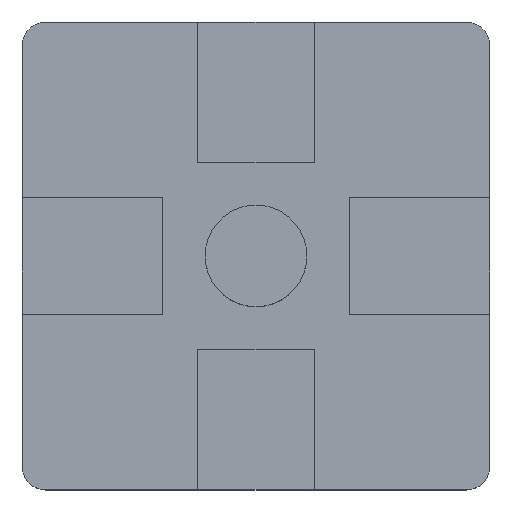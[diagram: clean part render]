
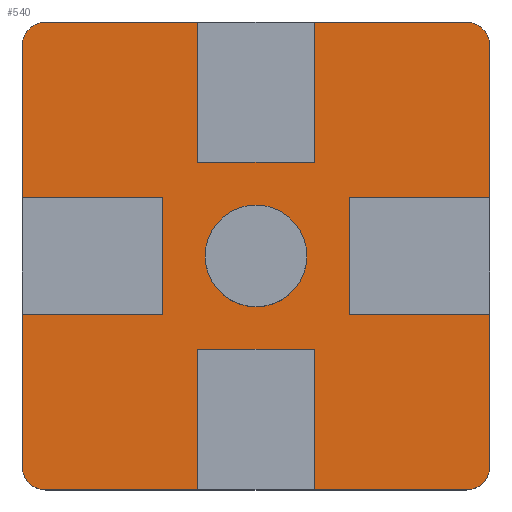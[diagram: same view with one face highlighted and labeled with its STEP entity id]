
A CAD part, top view. The second image highlights one B-rep face of the part: STEP entity #540.
In plain terms, the highlighted planar face has unit normal (0, 0, 1).
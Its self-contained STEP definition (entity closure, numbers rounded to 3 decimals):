
#20=FACE_BOUND('',#65,.T.);
#21=CIRCLE('',#584,1.);
#22=CIRCLE('',#585,1.);
#23=CIRCLE('',#586,1.);
#24=CIRCLE('',#587,1.);
#25=CIRCLE('',#588,2.175);
#35=FACE_OUTER_BOUND('',#64,.T.);
#64=EDGE_LOOP('',(#372,#373,#374,#375,#376,#377,#378,#379,#380,#381,#382,
#383,#384,#385,#386,#387,#388,#389,#390,#391,#392,#393,#394,#395));
#65=EDGE_LOOP('',(#396));
#90=LINE('',#770,#158);
#94=LINE('',#778,#162);
#97=LINE('',#784,#165);
#101=LINE('',#792,#169);
#102=LINE('',#796,#170);
#103=LINE('',#798,#171);
#104=LINE('',#800,#172);
#105=LINE('',#802,#173);
#106=LINE('',#804,#174);
#107=LINE('',#808,#175);
#108=LINE('',#810,#176);
#109=LINE('',#812,#177);
#110=LINE('',#814,#178);
#111=LINE('',#816,#179);
#112=LINE('',#820,#180);
#113=LINE('',#822,#181);
#114=LINE('',#824,#182);
#115=LINE('',#826,#183);
#116=LINE('',#828,#184);
#117=LINE('',#831,#185);
#158=VECTOR('',#622,10.);
#162=VECTOR('',#628,10.);
#165=VECTOR('',#633,10.);
#169=VECTOR('',#641,10.);
#170=VECTOR('',#644,10.);
#171=VECTOR('',#645,10.);
#172=VECTOR('',#646,10.);
#173=VECTOR('',#647,10.);
#174=VECTOR('',#648,10.);
#175=VECTOR('',#651,10.);
#176=VECTOR('',#652,10.);
#177=VECTOR('',#653,10.);
#178=VECTOR('',#654,10.);
#179=VECTOR('',#655,10.);
#180=VECTOR('',#658,10.);
#181=VECTOR('',#659,10.);
#182=VECTOR('',#660,10.);
#183=VECTOR('',#661,10.);
#184=VECTOR('',#662,10.);
#185=VECTOR('',#665,10.);
#226=VERTEX_POINT('',#768);
#227=VERTEX_POINT('',#769);
#230=VERTEX_POINT('',#777);
#232=VERTEX_POINT('',#783);
#234=VERTEX_POINT('',#791);
#235=VERTEX_POINT('',#793);
#236=VERTEX_POINT('',#795);
#237=VERTEX_POINT('',#797);
#238=VERTEX_POINT('',#799);
#239=VERTEX_POINT('',#801);
#240=VERTEX_POINT('',#803);
#241=VERTEX_POINT('',#805);
#242=VERTEX_POINT('',#807);
#243=VERTEX_POINT('',#809);
#244=VERTEX_POINT('',#811);
#245=VERTEX_POINT('',#813);
#246=VERTEX_POINT('',#815);
#247=VERTEX_POINT('',#817);
#248=VERTEX_POINT('',#819);
#249=VERTEX_POINT('',#821);
#250=VERTEX_POINT('',#823);
#251=VERTEX_POINT('',#825);
#252=VERTEX_POINT('',#827);
#253=VERTEX_POINT('',#829);
#254=VERTEX_POINT('',#832);
#278=EDGE_CURVE('',#226,#227,#90,.T.);
#282=EDGE_CURVE('',#227,#230,#94,.T.);
#285=EDGE_CURVE('',#230,#232,#97,.T.);
#289=EDGE_CURVE('',#232,#234,#101,.T.);
#290=EDGE_CURVE('',#235,#234,#21,.T.);
#291=EDGE_CURVE('',#235,#236,#102,.T.);
#292=EDGE_CURVE('',#236,#237,#103,.T.);
#293=EDGE_CURVE('',#237,#238,#104,.T.);
#294=EDGE_CURVE('',#238,#239,#105,.T.);
#295=EDGE_CURVE('',#239,#240,#106,.T.);
#296=EDGE_CURVE('',#241,#240,#22,.T.);
#297=EDGE_CURVE('',#241,#242,#107,.T.);
#298=EDGE_CURVE('',#242,#243,#108,.T.);
#299=EDGE_CURVE('',#243,#244,#109,.T.);
#300=EDGE_CURVE('',#244,#245,#110,.T.);
#301=EDGE_CURVE('',#245,#246,#111,.T.);
#302=EDGE_CURVE('',#247,#246,#23,.T.);
#303=EDGE_CURVE('',#247,#248,#112,.T.);
#304=EDGE_CURVE('',#248,#249,#113,.T.);
#305=EDGE_CURVE('',#249,#250,#114,.T.);
#306=EDGE_CURVE('',#250,#251,#115,.T.);
#307=EDGE_CURVE('',#251,#252,#116,.T.);
#308=EDGE_CURVE('',#253,#252,#24,.T.);
#309=EDGE_CURVE('',#253,#226,#117,.T.);
#310=EDGE_CURVE('',#254,#254,#25,.T.);
#372=ORIENTED_EDGE('',*,*,#278,.T.);
#373=ORIENTED_EDGE('',*,*,#282,.T.);
#374=ORIENTED_EDGE('',*,*,#285,.T.);
#375=ORIENTED_EDGE('',*,*,#289,.T.);
#376=ORIENTED_EDGE('',*,*,#290,.F.);
#377=ORIENTED_EDGE('',*,*,#291,.T.);
#378=ORIENTED_EDGE('',*,*,#292,.T.);
#379=ORIENTED_EDGE('',*,*,#293,.T.);
#380=ORIENTED_EDGE('',*,*,#294,.T.);
#381=ORIENTED_EDGE('',*,*,#295,.T.);
#382=ORIENTED_EDGE('',*,*,#296,.F.);
#383=ORIENTED_EDGE('',*,*,#297,.T.);
#384=ORIENTED_EDGE('',*,*,#298,.T.);
#385=ORIENTED_EDGE('',*,*,#299,.T.);
#386=ORIENTED_EDGE('',*,*,#300,.T.);
#387=ORIENTED_EDGE('',*,*,#301,.T.);
#388=ORIENTED_EDGE('',*,*,#302,.F.);
#389=ORIENTED_EDGE('',*,*,#303,.T.);
#390=ORIENTED_EDGE('',*,*,#304,.T.);
#391=ORIENTED_EDGE('',*,*,#305,.T.);
#392=ORIENTED_EDGE('',*,*,#306,.T.);
#393=ORIENTED_EDGE('',*,*,#307,.T.);
#394=ORIENTED_EDGE('',*,*,#308,.F.);
#395=ORIENTED_EDGE('',*,*,#309,.T.);
#396=ORIENTED_EDGE('',*,*,#310,.T.);
#516=PLANE('',#583);
#540=ADVANCED_FACE('',(#35,#20),#516,.T.);
#583=AXIS2_PLACEMENT_3D('',#790,#639,#640);
#584=AXIS2_PLACEMENT_3D('',#794,#642,#643);
#585=AXIS2_PLACEMENT_3D('',#806,#649,#650);
#586=AXIS2_PLACEMENT_3D('',#818,#656,#657);
#587=AXIS2_PLACEMENT_3D('',#830,#663,#664);
#588=AXIS2_PLACEMENT_3D('',#833,#666,#667);
#622=DIRECTION('',(-1.,0.,0.));
#628=DIRECTION('',(0.,1.,0.));
#633=DIRECTION('',(1.,0.,0.));
#639=DIRECTION('center_axis',(0.,0.,1.));
#640=DIRECTION('ref_axis',(1.,0.,0.));
#641=DIRECTION('',(0.,1.,0.));
#642=DIRECTION('center_axis',(0.,0.,-1.));
#643=DIRECTION('ref_axis',(0.707,0.707,0.));
#644=DIRECTION('',(-1.,0.,0.));
#645=DIRECTION('',(0.,-1.,0.));
#646=DIRECTION('',(-1.,0.,0.));
#647=DIRECTION('',(0.,1.,0.));
#648=DIRECTION('',(-1.,0.,0.));
#649=DIRECTION('center_axis',(0.,0.,-1.));
#650=DIRECTION('ref_axis',(-0.707,0.707,0.));
#651=DIRECTION('',(0.,-1.,0.));
#652=DIRECTION('',(1.,0.,0.));
#653=DIRECTION('',(0.,-1.,0.));
#654=DIRECTION('',(-1.,0.,0.));
#655=DIRECTION('',(0.,-1.,0.));
#656=DIRECTION('center_axis',(0.,0.,-1.));
#657=DIRECTION('ref_axis',(-0.707,-0.707,0.));
#658=DIRECTION('',(1.,0.,0.));
#659=DIRECTION('',(0.,1.,0.));
#660=DIRECTION('',(1.,0.,0.));
#661=DIRECTION('',(0.,-1.,0.));
#662=DIRECTION('',(1.,0.,0.));
#663=DIRECTION('center_axis',(0.,0.,-1.));
#664=DIRECTION('ref_axis',(0.707,-0.707,0.));
#665=DIRECTION('',(0.,1.,0.));
#666=DIRECTION('center_axis',(0.,0.,-1.));
#667=DIRECTION('ref_axis',(-1.,0.,0.));
#768=CARTESIAN_POINT('',(10.,-2.5,2.));
#769=CARTESIAN_POINT('',(4.,-2.5,2.));
#770=CARTESIAN_POINT('',(2.,-2.5,2.));
#777=CARTESIAN_POINT('',(4.,2.5,2.));
#778=CARTESIAN_POINT('',(4.,1.25,2.));
#783=CARTESIAN_POINT('',(10.,2.5,2.));
#784=CARTESIAN_POINT('',(5.,2.5,2.));
#790=CARTESIAN_POINT('Origin',(0.,0.,2.));
#791=CARTESIAN_POINT('',(10.,9.,2.));
#792=CARTESIAN_POINT('',(10.,-10.,2.));
#793=CARTESIAN_POINT('',(9.,10.,2.));
#794=CARTESIAN_POINT('Origin',(9.,9.,2.));
#795=CARTESIAN_POINT('',(2.5,10.,2.));
#796=CARTESIAN_POINT('',(10.,10.,2.));
#797=CARTESIAN_POINT('',(2.5,4.,2.));
#798=CARTESIAN_POINT('',(2.5,2.,2.));
#799=CARTESIAN_POINT('',(-2.5,4.,2.));
#800=CARTESIAN_POINT('',(-1.25,4.,2.));
#801=CARTESIAN_POINT('',(-2.5,10.,2.));
#802=CARTESIAN_POINT('',(-2.5,5.,2.));
#803=CARTESIAN_POINT('',(-9.,10.,2.));
#804=CARTESIAN_POINT('',(10.,10.,2.));
#805=CARTESIAN_POINT('',(-10.,9.,2.));
#806=CARTESIAN_POINT('Origin',(-9.,9.,2.));
#807=CARTESIAN_POINT('',(-10.,2.5,2.));
#808=CARTESIAN_POINT('',(-10.,10.,2.));
#809=CARTESIAN_POINT('',(-4.,2.5,2.));
#810=CARTESIAN_POINT('',(-2.,2.5,2.));
#811=CARTESIAN_POINT('',(-4.,-2.5,2.));
#812=CARTESIAN_POINT('',(-4.,-1.25,2.));
#813=CARTESIAN_POINT('',(-10.,-2.5,2.));
#814=CARTESIAN_POINT('',(-5.,-2.5,2.));
#815=CARTESIAN_POINT('',(-10.,-9.,2.));
#816=CARTESIAN_POINT('',(-10.,10.,2.));
#817=CARTESIAN_POINT('',(-9.,-10.,2.));
#818=CARTESIAN_POINT('Origin',(-9.,-9.,2.));
#819=CARTESIAN_POINT('',(-2.5,-10.,2.));
#820=CARTESIAN_POINT('',(-10.,-10.,2.));
#821=CARTESIAN_POINT('',(-2.5,-4.,2.));
#822=CARTESIAN_POINT('',(-2.5,-2.,2.));
#823=CARTESIAN_POINT('',(2.5,-4.,2.));
#824=CARTESIAN_POINT('',(1.25,-4.,2.));
#825=CARTESIAN_POINT('',(2.5,-10.,2.));
#826=CARTESIAN_POINT('',(2.5,-5.,2.));
#827=CARTESIAN_POINT('',(9.,-10.,2.));
#828=CARTESIAN_POINT('',(-10.,-10.,2.));
#829=CARTESIAN_POINT('',(10.,-9.,2.));
#830=CARTESIAN_POINT('Origin',(9.,-9.,2.));
#831=CARTESIAN_POINT('',(10.,-10.,2.));
#832=CARTESIAN_POINT('',(2.175,0.,2.));
#833=CARTESIAN_POINT('Origin',(0.,0.,2.));
